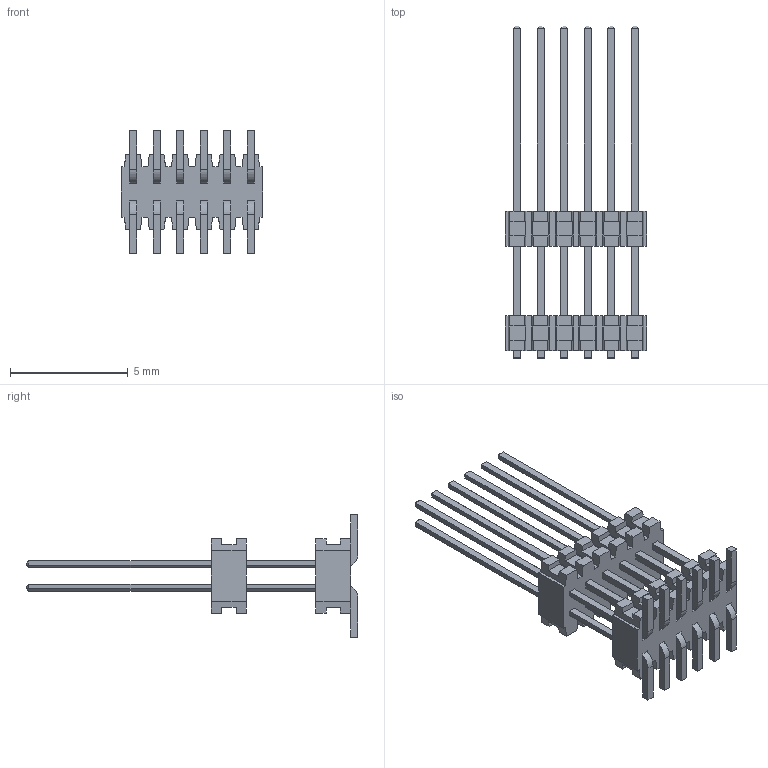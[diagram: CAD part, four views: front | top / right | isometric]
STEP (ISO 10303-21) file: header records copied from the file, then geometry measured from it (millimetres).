
FILE_DESCRIPTION (( 'STEP AP214' ), '1' );
FILE_NAME ('MWBOARD01282149462893.step', '2008-01-29T02:49:47', ( 'sysAdmin' ), ( 'SolidWorks' ), 'SwSTEP 2.0', 'SolidWorks 2008', '' );
FILE_SCHEMA (( 'AUTOMOTIVE_DESIGN' ));
Length unit declared in the file: inch
Products named in the file (1): MWBOARD01282149462893
Bounding box: 6 x 14.1 x 5.21 mm (x, y, z)
Volume: 62.1 mm3; surface area: 324.9 mm2
Topology: 1 solids, 1 shells, 494 faces, 1338 edges, 860 vertices
Faces by surface type: plane 482, cylinder 12
Entity records: 18313 total; most frequent: CARTESIAN_POINT 2693, ORIENTED_EDGE 2676, DIRECTION 2376, EDGE_CURVE 1338, VECTOR 1290, LINE 1290, VERTEX_POINT 860, AXIS2_PLACEMENT_3D 543
